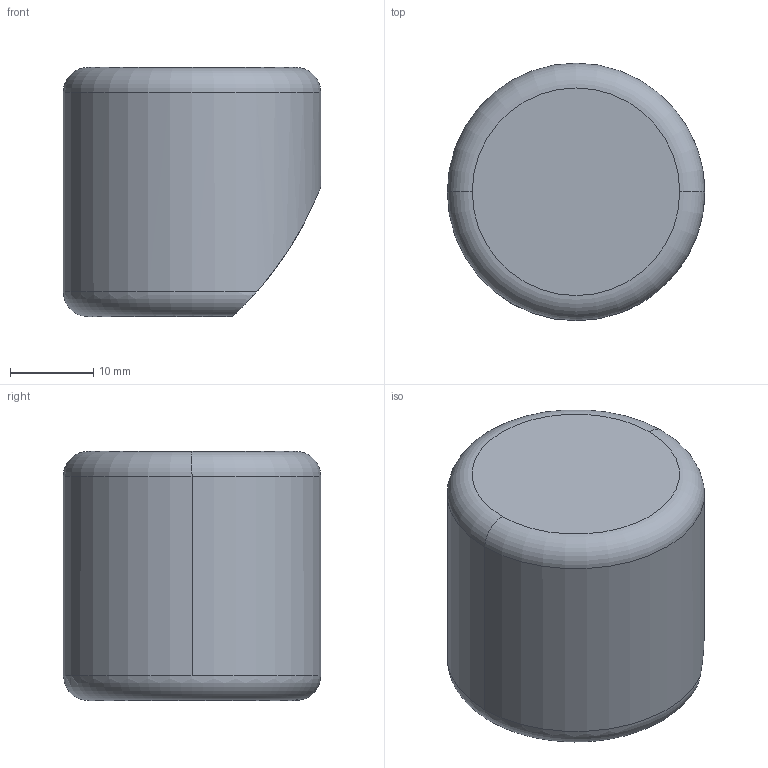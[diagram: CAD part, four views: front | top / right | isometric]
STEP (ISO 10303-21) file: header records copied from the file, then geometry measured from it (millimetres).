
FILE_DESCRIPTION (( 'STEP AP214' ), '1' );
FILE_NAME ('MCP_thb.STEP', '2024-09-26T16:16:59', ( '' ), ( '' ), 'SwSTEP 2.0', 'SolidWorks 2023', '' );
FILE_SCHEMA (( 'AUTOMOTIVE_DESIGN' ));
Length unit declared in the file: millimetre
Products named in the file (1): MCP_thb
Bounding box: 31 x 31 x 30 mm (x, y, z)
Volume: 21160.2 mm3; surface area: 4024.8 mm2
Topology: 1 solids, 1 shells, 8 faces, 16 edges, 10 vertices
Faces by surface type: torus 3, cylinder 2, plane 2, bspline 1
Entity records: 312 total; most frequent: CARTESIAN_POINT 122, DIRECTION 37, ORIENTED_EDGE 32, AXIS2_PLACEMENT_3D 17, EDGE_CURVE 16, VERTEX_POINT 10, CIRCLE 9, ADVANCED_FACE 8
